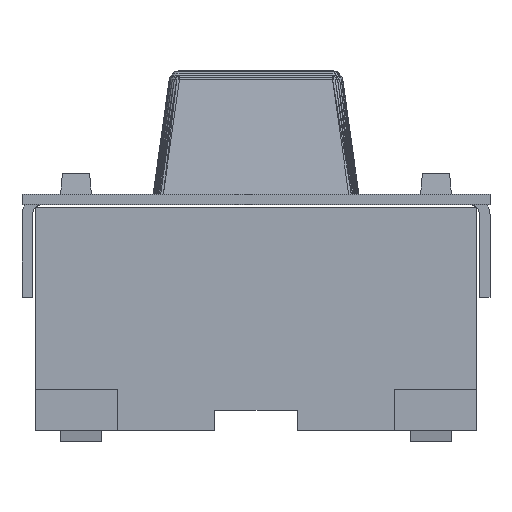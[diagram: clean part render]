
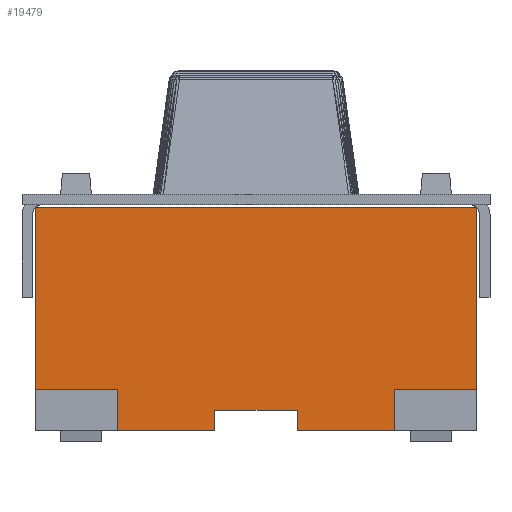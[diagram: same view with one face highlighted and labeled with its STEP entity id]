
A CAD part, top view. The second image highlights one B-rep face of the part: STEP entity #19479.
In plain terms, the highlighted planar face has unit normal (0, 0, 1).
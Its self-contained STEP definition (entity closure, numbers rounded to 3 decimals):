
#29=FACE_OUTER_BOUND('',#1545,.T.);
#1545=EDGE_LOOP('',(#11617,#11618,#11619,#11620,#11621,#11622,#11623,#11624,
#11625,#11626,#11627,#11628));
#3131=LINE('',#28194,#5620);
#3147=LINE('',#28225,#5636);
#3156=LINE('',#28242,#5645);
#3157=LINE('',#28245,#5646);
#3158=LINE('',#28247,#5647);
#3159=LINE('',#28249,#5648);
#3160=LINE('',#28251,#5649);
#3161=LINE('',#28253,#5650);
#3162=LINE('',#28255,#5651);
#3163=LINE('',#28257,#5652);
#3164=LINE('',#28258,#5653);
#3165=LINE('',#28259,#5654);
#5620=VECTOR('',#22599,1.);
#5636=VECTOR('',#22623,1.);
#5645=VECTOR('',#22636,1.);
#5646=VECTOR('',#22639,1.);
#5647=VECTOR('',#22640,1.);
#5648=VECTOR('',#22641,1.);
#5649=VECTOR('',#22642,1.);
#5650=VECTOR('',#22643,1.);
#5651=VECTOR('',#22644,1.);
#5652=VECTOR('',#22645,1.);
#5653=VECTOR('',#22646,1.);
#5654=VECTOR('',#22647,1.);
#8109=VERTEX_POINT('',#28191);
#8110=VERTEX_POINT('',#28193);
#8120=VERTEX_POINT('',#28222);
#8121=VERTEX_POINT('',#28224);
#8127=VERTEX_POINT('',#28240);
#8128=VERTEX_POINT('',#28244);
#8129=VERTEX_POINT('',#28246);
#8130=VERTEX_POINT('',#28248);
#8131=VERTEX_POINT('',#28250);
#8132=VERTEX_POINT('',#28252);
#8133=VERTEX_POINT('',#28254);
#8134=VERTEX_POINT('',#28256);
#9093=EDGE_CURVE('',#8110,#8109,#3131,.T.);
#9109=EDGE_CURVE('',#8120,#8121,#3147,.T.);
#9118=EDGE_CURVE('',#8127,#8120,#3156,.T.);
#9119=EDGE_CURVE('',#8128,#8127,#3157,.T.);
#9120=EDGE_CURVE('',#8129,#8128,#3158,.T.);
#9121=EDGE_CURVE('',#8130,#8129,#3159,.T.);
#9122=EDGE_CURVE('',#8130,#8131,#3160,.T.);
#9123=EDGE_CURVE('',#8132,#8131,#3161,.T.);
#9124=EDGE_CURVE('',#8133,#8132,#3162,.T.);
#9125=EDGE_CURVE('',#8134,#8133,#3163,.T.);
#9126=EDGE_CURVE('',#8110,#8134,#3164,.T.);
#9127=EDGE_CURVE('',#8121,#8109,#3165,.T.);
#11617=ORIENTED_EDGE('',*,*,#9118,.F.);
#11618=ORIENTED_EDGE('',*,*,#9119,.F.);
#11619=ORIENTED_EDGE('',*,*,#9120,.F.);
#11620=ORIENTED_EDGE('',*,*,#9121,.F.);
#11621=ORIENTED_EDGE('',*,*,#9122,.T.);
#11622=ORIENTED_EDGE('',*,*,#9123,.F.);
#11623=ORIENTED_EDGE('',*,*,#9124,.F.);
#11624=ORIENTED_EDGE('',*,*,#9125,.F.);
#11625=ORIENTED_EDGE('',*,*,#9126,.F.);
#11626=ORIENTED_EDGE('',*,*,#9093,.T.);
#11627=ORIENTED_EDGE('',*,*,#9127,.F.);
#11628=ORIENTED_EDGE('',*,*,#9109,.F.);
#16491=PLANE('',#21008);
#19479=ADVANCED_FACE('',(#29),#16491,.T.);
#21008=AXIS2_PLACEMENT_3D('',#28243,#22637,#22638);
#22599=DIRECTION('',(1.,0.,0.));
#22623=DIRECTION('',(-1.,0.,0.));
#22636=DIRECTION('',(0.,-1.,0.));
#22637=DIRECTION('center_axis',(0.,0.,1.));
#22638=DIRECTION('ref_axis',(1.,0.,0.));
#22639=DIRECTION('',(-1.,0.,0.));
#22640=DIRECTION('',(0.,1.,0.));
#22641=DIRECTION('',(-1.,0.,0.));
#22642=DIRECTION('',(0.,1.,0.));
#22643=DIRECTION('',(-1.,0.,0.));
#22644=DIRECTION('',(0.,-1.,0.));
#22645=DIRECTION('',(1.,0.,0.));
#22646=DIRECTION('',(0.,1.,0.));
#22647=DIRECTION('',(0.,1.,0.));
#28191=CARTESIAN_POINT('',(-1.346,-0.685,1.82));
#28193=CARTESIAN_POINT('',(-2.146,-0.685,1.82));
#28194=CARTESIAN_POINT('',(-2.146,-0.685,1.82));
#28222=CARTESIAN_POINT('',(-0.4,-1.085,1.82));
#28224=CARTESIAN_POINT('',(-1.346,-1.085,1.82));
#28225=CARTESIAN_POINT('',(-0.4,-1.085,1.82));
#28240=CARTESIAN_POINT('',(-0.4,-0.885,1.82));
#28242=CARTESIAN_POINT('',(-0.4,-0.885,1.82));
#28243=CARTESIAN_POINT('Origin',(1.346,-0.685,1.82));
#28244=CARTESIAN_POINT('',(0.4,-0.885,1.82));
#28245=CARTESIAN_POINT('',(0.4,-0.885,1.82));
#28246=CARTESIAN_POINT('',(0.4,-1.085,1.82));
#28247=CARTESIAN_POINT('',(0.4,-1.085,1.82));
#28248=CARTESIAN_POINT('',(1.346,-1.085,1.82));
#28249=CARTESIAN_POINT('',(1.346,-1.085,1.82));
#28250=CARTESIAN_POINT('',(1.346,-0.685,1.82));
#28251=CARTESIAN_POINT('',(1.346,-1.085,1.82));
#28252=CARTESIAN_POINT('',(2.146,-0.685,1.82));
#28253=CARTESIAN_POINT('',(2.146,-0.685,1.82));
#28254=CARTESIAN_POINT('',(2.146,1.085,1.82));
#28255=CARTESIAN_POINT('',(2.146,-0.685,1.82));
#28256=CARTESIAN_POINT('',(-2.146,1.085,1.82));
#28257=CARTESIAN_POINT('',(-2.146,1.085,1.82));
#28258=CARTESIAN_POINT('',(-2.146,-0.685,1.82));
#28259=CARTESIAN_POINT('',(-1.346,-1.085,1.82));
